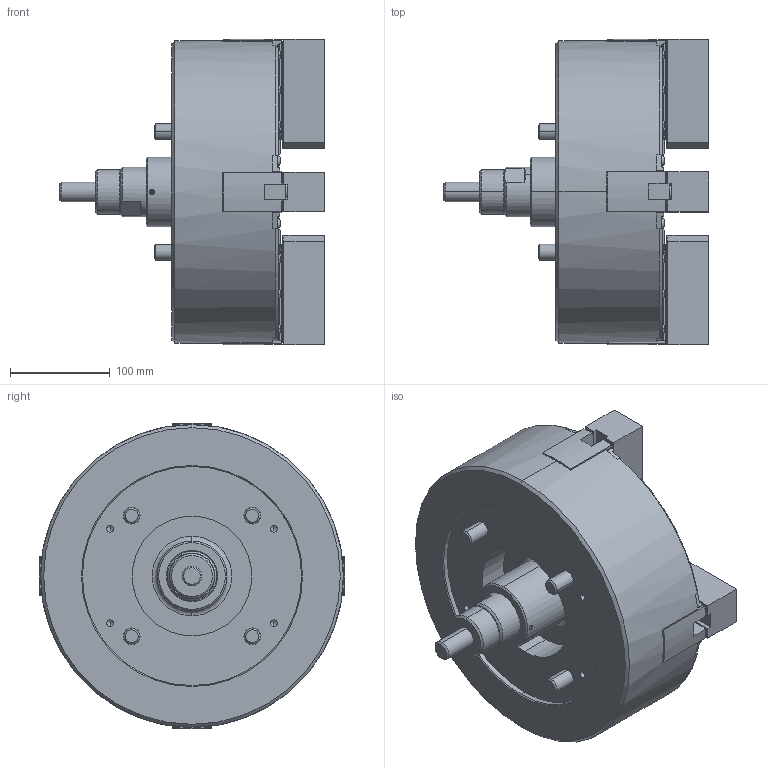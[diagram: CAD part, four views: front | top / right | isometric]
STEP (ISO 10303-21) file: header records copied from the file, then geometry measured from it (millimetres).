
FILE_DESCRIPTION (( 'STEP AP203' ), '1' );
FILE_NAME ('CF-4V-12.STEP', '2020-10-13T02:16:40', ( '' ), ( '' ), 'SwSTEP 2.0', 'SolidWorks 2016', '' );
FILE_SCHEMA (( 'CONFIG_CONTROL_DESIGN' ));
Length unit declared in the file: millimetre
Products named in the file (18): CF-4V-12; 半圓頭六角孔螺栓_M5x12; CF-4V-12-04000; SJ-10; CF-4V-12-02000; 圓頭內六角螺栓_M12x30; CF-4V-12-03000; 無頭六角孔螺絲_M5x8; CF-4V-12-05000; CF-3P-10-06010; CF-3V-21-09000; CF-3H-210-04000(T型塊); CF-3V-12-08000; CF-3V-12-12000; 圓頭內六角螺栓_M20x90(全牙); CF-3V-12-13000; 圓頭內六角螺栓_M16x105; CF-4V-12-01000
Assembly tree (72 placements, depth 2):
  CF-4V-12
    CF-4V-12-01000
    CF-4V-12-04000
    CF-4V-12-02000
    CF-4V-12-03000  x4
    CF-4V-12-05000  x4
    CF-3V-21-09000
    CF-3V-12-08000
    圓頭內六角螺栓_M20x90(全牙)
    圓頭內六角螺栓_M16x105  x4
    半圓頭六角孔螺栓_M5x12  x28
    SJ-10  x4
    圓頭內六角螺栓_M12x30  x8
    無頭六角孔螺絲_M5x8
    CF-3P-10-06010
    CF-3H-210-04000(T型塊)  x4
    CF-3V-12-12000  x4
    CF-3V-12-13000  x4
Bounding box: 266.3 x 307.17 x 307.17 mm (x, y, z)
Volume: 8257495.6 mm3; surface area: 815509.7 mm2
Topology: 72 solids, 72 shells, 6084 faces, 17138 edges, 11218 vertices
Faces by surface type: plane 4258, cylinder 1486, cone 282, torus 58
Entity records: 55658 total; most frequent: CARTESIAN_POINT 10955, ORIENTED_EDGE 9120, DIRECTION 8056, EDGE_CURVE 4560, VECTOR 3406, LINE 3406, VERTEX_POINT 3010, AXIS2_PLACEMENT_3D 2325
